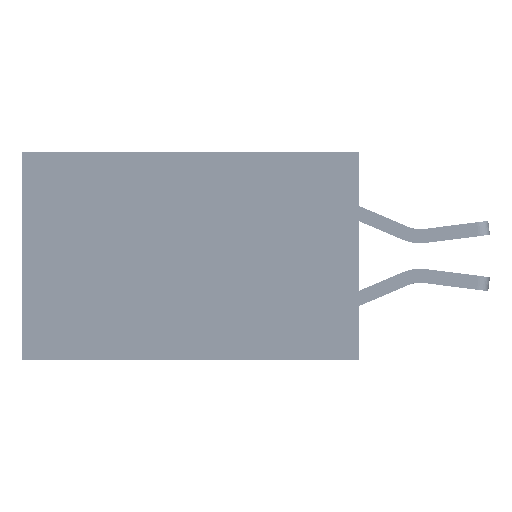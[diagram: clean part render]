
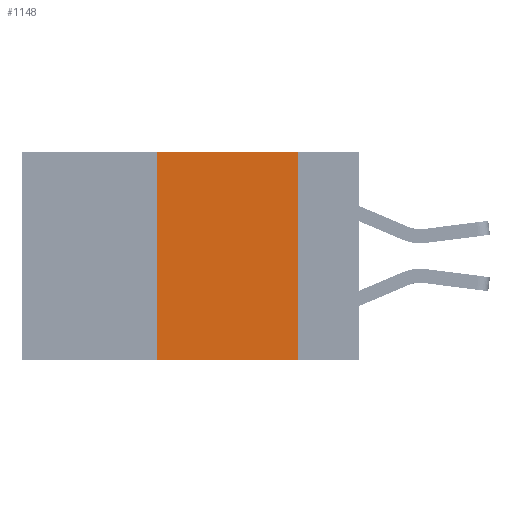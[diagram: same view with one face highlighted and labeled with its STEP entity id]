
A CAD part, left-side view. The second image highlights one B-rep face of the part: STEP entity #1148.
In plain terms, the highlighted planar face has unit normal (-1, 0, 0).
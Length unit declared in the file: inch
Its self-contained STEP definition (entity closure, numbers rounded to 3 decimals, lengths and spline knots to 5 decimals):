
#212 = DIRECTION ( 'NONE',  ( 0., -1., 0. ) ) ;
#565 = VECTOR ( 'NONE', #7891, 39.37008 ) ;
#716 = DIRECTION ( 'NONE',  ( 0., 0., -1. ) ) ;
#931 = AXIS2_PLACEMENT_3D ( 'NONE', #34896, #19696, #716 ) ;
#1148 = ADVANCED_FACE ( 'NONE', ( #16160 ), #34215, .F. ) ;
#1914 = ORIENTED_EDGE ( 'NONE', *, *, #38161, .F. ) ;
#2571 = CARTESIAN_POINT ( 'NONE',  ( 0., 0.6, -0.37 ) ) ;
#3135 = VERTEX_POINT ( 'NONE', #5159 ) ;
#4045 = ORIENTED_EDGE ( 'NONE', *, *, #39008, .F. ) ;
#5159 = CARTESIAN_POINT ( 'NONE',  ( 0., 0.36, -0.37 ) ) ;
#5829 = CARTESIAN_POINT ( 'NONE',  ( 0., 0.36, 0. ) ) ;
#7144 = CARTESIAN_POINT ( 'NONE',  ( 0., 0.6, 0. ) ) ;
#7891 = DIRECTION ( 'NONE',  ( 0., 0., -1. ) ) ;
#10378 = VERTEX_POINT ( 'NONE', #31618 ) ;
#11087 = CARTESIAN_POINT ( 'NONE',  ( 0., 0.11, 0. ) ) ;
#15686 = EDGE_CURVE ( 'NONE', #3135, #10378, #33854, .T. ) ;
#16160 = FACE_OUTER_BOUND ( 'NONE', #26280, .T. ) ;
#19510 = VERTEX_POINT ( 'NONE', #5829 ) ;
#19696 = DIRECTION ( 'NONE',  ( 1., 0., 0. ) ) ;
#21909 = VECTOR ( 'NONE', #27688, 39.37008 ) ;
#23608 = LINE ( 'NONE', #7144, #38530 ) ;
#23963 = CARTESIAN_POINT ( 'NONE',  ( 0., 0.36, 0. ) ) ;
#26280 = EDGE_LOOP ( 'NONE', ( #33152, #4045, #1914, #40484 ) ) ;
#26736 = EDGE_CURVE ( 'NONE', #29688, #10378, #32388, .T. ) ;
#27688 = DIRECTION ( 'NONE',  ( 0., -1., 0. ) ) ;
#29688 = VERTEX_POINT ( 'NONE', #36857 ) ;
#31618 = CARTESIAN_POINT ( 'NONE',  ( 0., 0.11, -0.37 ) ) ;
#32388 = LINE ( 'NONE', #11087, #565 ) ;
#33152 = ORIENTED_EDGE ( 'NONE', *, *, #26736, .F. ) ;
#33656 = LINE ( 'NONE', #23963, #38080 ) ;
#33854 = LINE ( 'NONE', #2571, #21909 ) ;
#34215 = PLANE ( 'NONE',  #931 ) ;
#34896 = CARTESIAN_POINT ( 'NONE',  ( 0., 0.6, 0. ) ) ;
#36857 = CARTESIAN_POINT ( 'NONE',  ( 0., 0.11, 0. ) ) ;
#37189 = DIRECTION ( 'NONE',  ( 0., 0., 1. ) ) ;
#38080 = VECTOR ( 'NONE', #37189, 39.37008 ) ;
#38161 = EDGE_CURVE ( 'NONE', #3135, #19510, #33656, .T. ) ;
#38530 = VECTOR ( 'NONE', #212, 39.37008 ) ;
#39008 = EDGE_CURVE ( 'NONE', #19510, #29688, #23608, .T. ) ;
#40484 = ORIENTED_EDGE ( 'NONE', *, *, #15686, .T. ) ;
